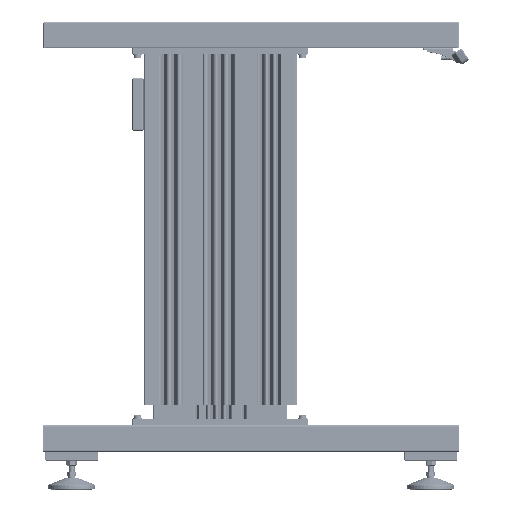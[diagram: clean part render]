
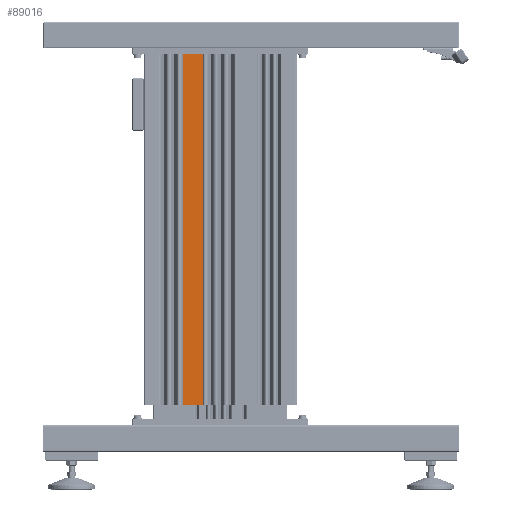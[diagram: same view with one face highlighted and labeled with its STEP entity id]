
A CAD part, left-side view. The second image highlights one B-rep face of the part: STEP entity #89016.
In plain terms, the highlighted face is planar.
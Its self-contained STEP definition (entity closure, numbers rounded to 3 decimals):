
#2052=PLANE('',#96110);
#8436=FACE_OUTER_BOUND('',#13299,.T.);
#13299=EDGE_LOOP('',(#66645,#66646,#66647,#66648));
#19732=LINE('',#136465,#27985);
#20274=LINE('',#138322,#28527);
#20275=LINE('',#138323,#28528);
#20276=LINE('',#138324,#28529);
#27985=VECTOR('',#108881,1000.);
#28527=VECTOR('',#110103,1000.);
#28528=VECTOR('',#110104,1000.);
#28529=VECTOR('',#110105,1000.);
#40820=VERTEX_POINT('',#136462);
#40821=VERTEX_POINT('',#136464);
#41641=VERTEX_POINT('',#138320);
#41642=VERTEX_POINT('',#138321);
#50118=EDGE_CURVE('',#40821,#40820,#19732,.T.);
#50972=EDGE_CURVE('',#41641,#41642,#20274,.T.);
#50973=EDGE_CURVE('',#40821,#41641,#20275,.T.);
#50974=EDGE_CURVE('',#40820,#41642,#20276,.T.);
#66645=ORIENTED_EDGE('',*,*,#50972,.F.);
#66646=ORIENTED_EDGE('',*,*,#50973,.F.);
#66647=ORIENTED_EDGE('',*,*,#50118,.T.);
#66648=ORIENTED_EDGE('',*,*,#50974,.T.);
#89016=ADVANCED_FACE('',(#8436),#2052,.T.);
#96110=AXIS2_PLACEMENT_3D('',#138319,#110101,#110102);
#108881=DIRECTION('',(1.,0.,0.));
#110101=DIRECTION('center_axis',(0.,0.,-1.));
#110102=DIRECTION('ref_axis',(-1.,0.,0.));
#110103=DIRECTION('',(1.,0.,0.));
#110104=DIRECTION('',(0.,-1.,0.));
#110105=DIRECTION('',(0.,-1.,0.));
#136462=CARTESIAN_POINT('',(62.41,595.,-30.));
#136464=CARTESIAN_POINT('',(29.56,595.,-30.));
#136465=CARTESIAN_POINT('',(0.,595.,-30.));
#138319=CARTESIAN_POINT('Origin',(0.,595.,-30.));
#138320=CARTESIAN_POINT('',(29.56,0.,-30.));
#138321=CARTESIAN_POINT('',(62.41,0.,-30.));
#138322=CARTESIAN_POINT('',(0.,0.,-30.));
#138323=CARTESIAN_POINT('',(29.56,652.093,-30.));
#138324=CARTESIAN_POINT('',(62.41,652.093,-30.));
